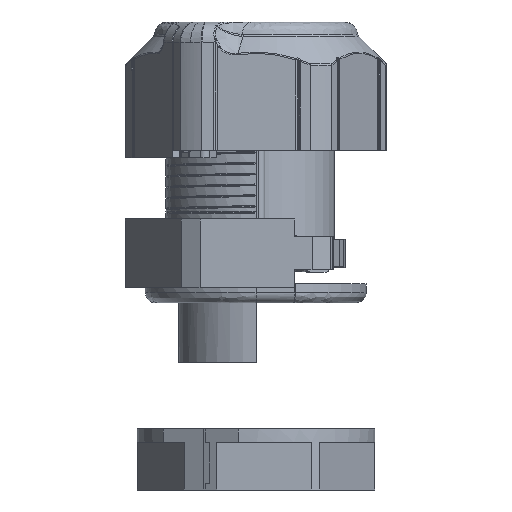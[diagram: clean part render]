
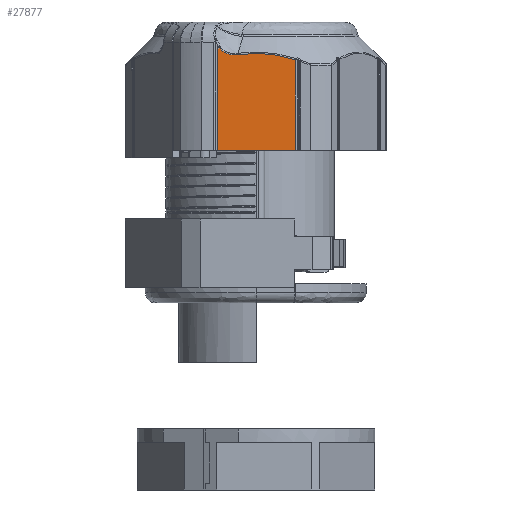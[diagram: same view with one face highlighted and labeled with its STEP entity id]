
A CAD part, front view. The second image highlights one B-rep face of the part: STEP entity #27877.
In plain terms, the highlighted face is planar.
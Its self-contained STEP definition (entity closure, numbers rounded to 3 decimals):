
#1620 = EDGE_LOOP ( 'NONE', ( #45797, #23049, #18858, #67041, #40995, #72321 ) ) ;
#1845 = CARTESIAN_POINT ( 'NONE',  ( 16.577, 6.287, 15.16 ) ) ;
#2375 = CARTESIAN_POINT ( 'NONE',  ( 16.706, 6.064, 15.138 ) ) ;
#2388 = CARTESIAN_POINT ( 'NONE',  ( 12.255, 13.773, 14.443 ) ) ;
#2903 = CARTESIAN_POINT ( 'NONE',  ( 13.3, 11.963, 14.991 ) ) ;
#4646 = CARTESIAN_POINT ( 'NONE',  ( 17.955, 3.9, 20. ) ) ;
#4951 = CARTESIAN_POINT ( 'NONE',  ( 17.955, 3.9, 1.1 ) ) ;
#5533 = CARTESIAN_POINT ( 'NONE',  ( 16.478, 6.459, 15.191 ) ) ;
#7833 = EDGE_CURVE ( 'NONE', #10104, #57648, #64116, .T. ) ;
#7853 = LINE ( 'NONE', #66553, #57829 ) ;
#8078 = CARTESIAN_POINT ( 'NONE',  ( 16.478, 6.459, 15.191 ) ) ;
#8581 = CARTESIAN_POINT ( 'NONE',  ( 17.172, 5.257, 15.287 ) ) ;
#8856 = CARTESIAN_POINT ( 'NONE',  ( 13.417, 11.761, 15.038 ) ) ;
#10104 = VERTEX_POINT ( 'NONE', #44970 ) ;
#10632 = VERTEX_POINT ( 'NONE', #74922 ) ;
#10901 = FACE_OUTER_BOUND ( 'NONE', #1620, .T. ) ;
#13753 = CARTESIAN_POINT ( 'NONE',  ( 17.11, 5.364, 15.251 ) ) ;
#14015 = CARTESIAN_POINT ( 'NONE',  ( 17.646, 4.436, 15.801 ) ) ;
#14285 = CARTESIAN_POINT ( 'NONE',  ( 17.264, 5.098, 15.355 ) ) ;
#14296 = CARTESIAN_POINT ( 'NONE',  ( 14.424, 10.017, 15.318 ) ) ;
#14541 = CARTESIAN_POINT ( 'NONE',  ( 14.349, 10.146, 15.305 ) ) ;
#15295 = LINE ( 'NONE', #4646, #58772 ) ;
#15305 = CARTESIAN_POINT ( 'NONE',  ( 15.236, 8.611, 15.387 ) ) ;
#16710 = LINE ( 'NONE', #70186, #55706 ) ;
#16946 = EDGE_CURVE ( 'NONE', #17171, #27556, #59778, .T. ) ;
#17171 = VERTEX_POINT ( 'NONE', #28417 ) ;
#18858 = ORIENTED_EDGE ( 'NONE', *, *, #16946, .F. ) ;
#20227 = CARTESIAN_POINT ( 'NONE',  ( 13.808, 11.084, 15.174 ) ) ;
#22050 = CARTESIAN_POINT ( 'NONE',  ( 11.79, 14.579, 20. ) ) ;
#23049 = ORIENTED_EDGE ( 'NONE', *, *, #73008, .F. ) ;
#23623 = CARTESIAN_POINT ( 'NONE',  ( 12.255, 13.773, 20. ) ) ;
#24795 = VERTEX_POINT ( 'NONE', #4951 ) ;
#25667 = CARTESIAN_POINT ( 'NONE',  ( 16.866, 5.788, 15.166 ) ) ;
#26173 = CARTESIAN_POINT ( 'NONE',  ( 17.575, 4.56, 15.693 ) ) ;
#26184 = CARTESIAN_POINT ( 'NONE',  ( 14.292, 10.246, 15.294 ) ) ;
#26419 = CARTESIAN_POINT ( 'NONE',  ( 17.293, 5.048, 15.378 ) ) ;
#26947 = CARTESIAN_POINT ( 'NONE',  ( 14.657, 9.613, 15.354 ) ) ;
#27556 = VERTEX_POINT ( 'NONE', #5533 ) ;
#27877 = ADVANCED_FACE ( 'NONE', ( #10901 ), #69881, .F. ) ;
#27928 = DIRECTION ( 'NONE',  ( 0., 0., 1. ) ) ;
#28417 = CARTESIAN_POINT ( 'NONE',  ( 17.855, 4.073, 16.202 ) ) ;
#31858 = CARTESIAN_POINT ( 'NONE',  ( 17.579, 4.552, 15.7 ) ) ;
#31874 = CARTESIAN_POINT ( 'NONE',  ( 13.047, 12.402, 14.886 ) ) ;
#32135 = CARTESIAN_POINT ( 'NONE',  ( 16.869, 5.783, 15.166 ) ) ;
#32150 = CARTESIAN_POINT ( 'NONE',  ( 12.494, 13.359, 14.592 ) ) ;
#32385 = CARTESIAN_POINT ( 'NONE',  ( 17.519, 4.656, 15.614 ) ) ;
#32657 = CARTESIAN_POINT ( 'NONE',  ( 15.769, 7.687, 15.36 ) ) ;
#32913 = CARTESIAN_POINT ( 'NONE',  ( 12.839, 12.763, 14.781 ) ) ;
#37330 = CARTESIAN_POINT ( 'NONE',  ( 17.625, 4.473, 15.767 ) ) ;
#38369 = CARTESIAN_POINT ( 'NONE',  ( 14.366, 10.118, 15.308 ) ) ;
#38873 = CARTESIAN_POINT ( 'NONE',  ( 13.631, 11.391, 15.116 ) ) ;
#39796 = AXIS2_PLACEMENT_3D ( 'NONE', #22050, #63415, #52563 ) ;
#40995 = ORIENTED_EDGE ( 'NONE', *, *, #73235, .F. ) ;
#43272 = CARTESIAN_POINT ( 'NONE',  ( 16.478, 6.459, 15.191 ) ) ;
#43775 = CARTESIAN_POINT ( 'NONE',  ( 17.855, 4.073, 16.202 ) ) ;
#44048 = CARTESIAN_POINT ( 'NONE',  ( 13.323, 11.923, 15. ) ) ;
#44296 = CARTESIAN_POINT ( 'NONE',  ( 14.969, 9.074, 15.385 ) ) ;
#44930 = EDGE_CURVE ( 'NONE', #10632, #17171, #7853, .T. ) ;
#44970 = CARTESIAN_POINT ( 'NONE',  ( 12.255, 13.773, 14.443 ) ) ;
#45797 = ORIENTED_EDGE ( 'NONE', *, *, #7833, .F. ) ;
#45887 = DIRECTION ( 'NONE',  ( -0.5, 0.866, 0. ) ) ;
#49487 = CARTESIAN_POINT ( 'NONE',  ( 16.124, 7.072, 15.298 ) ) ;
#49736 = CARTESIAN_POINT ( 'NONE',  ( 17.437, 4.798, 15.513 ) ) ;
#49748 = CARTESIAN_POINT ( 'NONE',  ( 14.347, 10.151, 15.304 ) ) ;
#49983 = CARTESIAN_POINT ( 'NONE',  ( 17.822, 4.131, 16.127 ) ) ;
#50515 = EDGE_CURVE ( 'NONE', #24795, #57648, #16710, .T. ) ;
#50766 = CARTESIAN_POINT ( 'NONE',  ( 13.468, 11.672, 15.057 ) ) ;
#52563 = DIRECTION ( 'NONE',  ( 0.5, -0.866, 0. ) ) ;
#54177 = CARTESIAN_POINT ( 'NONE',  ( 12.255, 13.773, 1.1 ) ) ;
#55191 = CARTESIAN_POINT ( 'NONE',  ( 17.687, 4.365, 15.868 ) ) ;
#55444 = CARTESIAN_POINT ( 'NONE',  ( 16.915, 5.702, 15.177 ) ) ;
#55702 = CARTESIAN_POINT ( 'NONE',  ( 17.712, 4.321, 15.913 ) ) ;
#55706 = VECTOR ( 'NONE', #45887, 1000. ) ;
#55720 = CARTESIAN_POINT ( 'NONE',  ( 14.176, 10.447, 15.272 ) ) ;
#55975 = CARTESIAN_POINT ( 'NONE',  ( 17.599, 4.518, 15.728 ) ) ;
#56486 = CARTESIAN_POINT ( 'NONE',  ( 13.295, 11.972, 14.989 ) ) ;
#56739 = CARTESIAN_POINT ( 'NONE',  ( 13.911, 10.905, 15.203 ) ) ;
#57648 = VERTEX_POINT ( 'NONE', #54177 ) ;
#57829 = VECTOR ( 'NONE', #61882, 1000. ) ;
#58608 = VECTOR ( 'NONE', #70185, 1000. ) ;
#58772 = VECTOR ( 'NONE', #27928, 1000. ) ;
#59778 = B_SPLINE_CURVE_WITH_KNOTS ( 'NONE', 3,
 ( #43775, #49983, #61338, #55702, #55191, #14015, #37330, #55975, #66756, #31858, #26173, #32385, #49736, #61060, #26419, #14285, #8581, #13753, #67517, #73228, #55444, #67787, #73744, #32135, #25667, #2375, #1845, #43272 ),
 .UNSPECIFIED., .F., .F.,
 ( 4, 2, 2, 1, 1, 2, 2, 1, 2, 2, 2, 1, 1, 1, 2, 2, 4 ),
 ( 0., 0.125, 0.187, 0.219, 0.234, 0.242, 0.25, 0.375, 0.437, 0.5, 0.625, 0.687, 0.719, 0.734, 0.742, 0.75, 1. ),
 .UNSPECIFIED. ) ;
#61060 = CARTESIAN_POINT ( 'NONE',  ( 17.351, 4.947, 15.43 ) ) ;
#61338 = CARTESIAN_POINT ( 'NONE',  ( 17.783, 4.199, 16.043 ) ) ;
#61610 = CARTESIAN_POINT ( 'NONE',  ( 13.355, 11.869, 15.013 ) ) ;
#61882 = DIRECTION ( 'NONE',  ( -0.376, 0.651, 0.66 ) ) ;
#63415 = DIRECTION ( 'NONE',  ( -0.866, -0.5, 0. ) ) ;
#64116 = LINE ( 'NONE', #23623, #58608 ) ;
#66553 = CARTESIAN_POINT ( 'NONE',  ( 17.955, 3.9, 16.027 ) ) ;
#66756 = CARTESIAN_POINT ( 'NONE',  ( 17.587, 4.538, 15.711 ) ) ;
#67041 = ORIENTED_EDGE ( 'NONE', *, *, #44930, .F. ) ;
#67290 = CARTESIAN_POINT ( 'NONE',  ( 14.352, 10.142, 15.305 ) ) ;
#67517 = CARTESIAN_POINT ( 'NONE',  ( 17.017, 5.526, 15.209 ) ) ;
#67533 = CARTESIAN_POINT ( 'NONE',  ( 13.568, 11.5, 15.094 ) ) ;
#67787 = CARTESIAN_POINT ( 'NONE',  ( 16.888, 5.749, 15.17 ) ) ;
#67801 = CARTESIAN_POINT ( 'NONE',  ( 14.356, 10.134, 15.306 ) ) ;
#69881 = PLANE ( 'NONE',  #39796 ) ;
#70185 = DIRECTION ( 'NONE',  ( 0., 0., -1. ) ) ;
#70186 = CARTESIAN_POINT ( 'NONE',  ( 17.955, 3.9, 1.1 ) ) ;
#72321 = ORIENTED_EDGE ( 'NONE', *, *, #50515, .T. ) ;
#73008 = EDGE_CURVE ( 'NONE', #27556, #10104, #73720, .T. ) ;
#73228 = CARTESIAN_POINT ( 'NONE',  ( 16.97, 5.607, 15.192 ) ) ;
#73235 = EDGE_CURVE ( 'NONE', #24795, #10632, #15295, .T. ) ;
#73242 = CARTESIAN_POINT ( 'NONE',  ( 12.357, 13.596, 14.508 ) ) ;
#73497 = CARTESIAN_POINT ( 'NONE',  ( 14.385, 10.084, 15.311 ) ) ;
#73720 = B_SPLINE_CURVE_WITH_KNOTS ( 'NONE', 3,
 ( #8078, #49487, #32657, #15305, #44296, #26947, #74002, #14296, #73497, #38369, #67801, #67290, #14541, #49748, #26184, #55720, #56739, #20227, #38873, #67533, #50766, #8856, #61610, #44048, #73756, #2903, #56486, #31874, #32913, #32150, #73242, #2388 ),
 .UNSPECIFIED., .F., .F.,
 ( 4, 2, 1, 1, 1, 1, 1, 1, 1, 2, 2, 2, 2, 2, 1, 1, 1, 2, 2, 2, 4 ),
 ( 0., 0.25, 0.375, 0.437, 0.469, 0.484, 0.492, 0.496, 0.498, 0.499, 0.5, 0.625, 0.687, 0.719, 0.734, 0.742, 0.746, 0.748, 0.75, 0.875, 1. ),
 .UNSPECIFIED. ) ;
#73744 = CARTESIAN_POINT ( 'NONE',  ( 16.876, 5.769, 15.168 ) ) ;
#73756 = CARTESIAN_POINT ( 'NONE',  ( 13.31, 11.947, 14.995 ) ) ;
#74002 = CARTESIAN_POINT ( 'NONE',  ( 14.502, 9.882, 15.331 ) ) ;
#74922 = CARTESIAN_POINT ( 'NONE',  ( 17.955, 3.9, 16.027 ) ) ;
